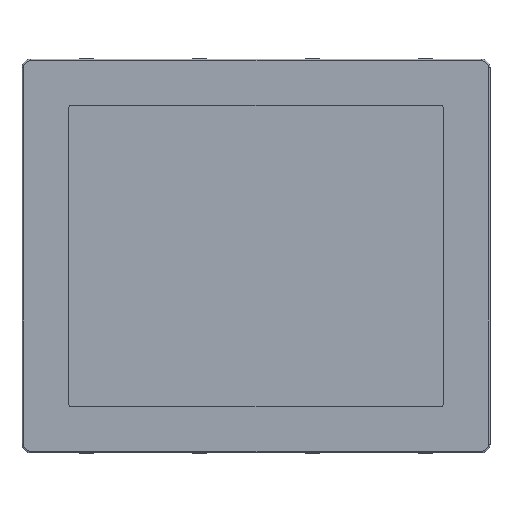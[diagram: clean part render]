
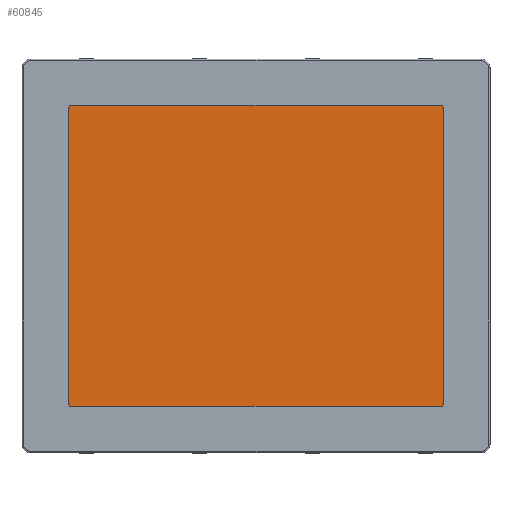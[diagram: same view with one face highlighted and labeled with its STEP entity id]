
A CAD part, top view. The second image highlights one B-rep face of the part: STEP entity #60845.
In plain terms, the highlighted planar face has unit normal (0, 0, 1).
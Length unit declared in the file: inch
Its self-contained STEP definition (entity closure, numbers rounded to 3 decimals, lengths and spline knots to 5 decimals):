
#587 = DIRECTION ( 'NONE',  ( 1., 0., 0. ) ) ;
#3128 = EDGE_LOOP ( 'NONE', ( #10730, #37880, #46412, #5211, #63205, #48701, #20186, #66985 ) ) ;
#5211 = ORIENTED_EDGE ( 'NONE', *, *, #49491, .T. ) ;
#7976 = CIRCLE ( 'NONE', #45018, 0.125 ) ;
#9319 = CARTESIAN_POINT ( 'NONE',  ( 7.48, -6., 0.141 ) ) ;
#9347 = VERTEX_POINT ( 'NONE', #18421 ) ;
#9511 = AXIS2_PLACEMENT_3D ( 'NONE', #28783, #67328, #11639 ) ;
#9653 = LINE ( 'NONE', #10349, #44775 ) ;
#9943 = EDGE_CURVE ( 'NONE', #17385, #52756, #62547, .T. ) ;
#10349 = CARTESIAN_POINT ( 'NONE',  ( 7.48, 6., 0.141 ) ) ;
#10568 = CIRCLE ( 'NONE', #31009, 0.125 ) ;
#10730 = ORIENTED_EDGE ( 'NONE', *, *, #57152, .T. ) ;
#11639 = DIRECTION ( 'NONE',  ( 1., 0., 0. ) ) ;
#11689 = CARTESIAN_POINT ( 'NONE',  ( 7.355, -6., 0.141 ) ) ;
#13299 = FACE_OUTER_BOUND ( 'NONE', #3128, .T. ) ;
#14784 = VERTEX_POINT ( 'NONE', #51627 ) ;
#15679 = AXIS2_PLACEMENT_3D ( 'NONE', #47462, #57877, #19592 ) ;
#17385 = VERTEX_POINT ( 'NONE', #62421 ) ;
#17598 = DIRECTION ( 'NONE',  ( 1., 0., 0. ) ) ;
#18110 = CARTESIAN_POINT ( 'NONE',  ( -7.355, 6., 0.141 ) ) ;
#18421 = CARTESIAN_POINT ( 'NONE',  ( -7.48, 5.875, 0.141 ) ) ;
#18550 = EDGE_CURVE ( 'NONE', #48885, #17385, #10568, .T. ) ;
#18860 = CIRCLE ( 'NONE', #68966, 0.125 ) ;
#19095 = PLANE ( 'NONE',  #15679 ) ;
#19592 = DIRECTION ( 'NONE',  ( 1., 0., 0. ) ) ;
#19736 = VECTOR ( 'NONE', #36643, 39.37008 ) ;
#20186 = ORIENTED_EDGE ( 'NONE', *, *, #65258, .T. ) ;
#21804 = CARTESIAN_POINT ( 'NONE',  ( -7.48, -5.875, 0.141 ) ) ;
#21834 = EDGE_CURVE ( 'NONE', #41466, #52883, #37576, .T. ) ;
#22745 = DIRECTION ( 'NONE',  ( 0., 0., 1. ) ) ;
#23563 = CARTESIAN_POINT ( 'NONE',  ( -7.355, 5.875, 0.141 ) ) ;
#24161 = LINE ( 'NONE', #30763, #19736 ) ;
#25159 = CARTESIAN_POINT ( 'NONE',  ( 7.355, 6., 0.141 ) ) ;
#25260 = LINE ( 'NONE', #34768, #34023 ) ;
#25576 = DIRECTION ( 'NONE',  ( 1., 0., 0. ) ) ;
#28783 = CARTESIAN_POINT ( 'NONE',  ( 7.355, 5.875, 0.141 ) ) ;
#30763 = CARTESIAN_POINT ( 'NONE',  ( 7.48, -6., 0.141 ) ) ;
#31009 = AXIS2_PLACEMENT_3D ( 'NONE', #67616, #22745, #17598 ) ;
#33808 = DIRECTION ( 'NONE',  ( 0., 0., 1. ) ) ;
#34023 = VECTOR ( 'NONE', #68409, 39.37008 ) ;
#34363 = DIRECTION ( 'NONE',  ( 0., 0., 1. ) ) ;
#34768 = CARTESIAN_POINT ( 'NONE',  ( -7.48, -6., 0.141 ) ) ;
#36643 = DIRECTION ( 'NONE',  ( 0., 1., 0. ) ) ;
#37576 = CIRCLE ( 'NONE', #9511, 0.125 ) ;
#37880 = ORIENTED_EDGE ( 'NONE', *, *, #18550, .T. ) ;
#41466 = VERTEX_POINT ( 'NONE', #42940 ) ;
#42940 = CARTESIAN_POINT ( 'NONE',  ( 7.48, 5.875, 0.141 ) ) ;
#44282 = VECTOR ( 'NONE', #25576, 39.37008 ) ;
#44482 = EDGE_CURVE ( 'NONE', #71030, #9347, #18860, .T. ) ;
#44775 = VECTOR ( 'NONE', #44933, 39.37008 ) ;
#44933 = DIRECTION ( 'NONE',  ( -1., 0., 0. ) ) ;
#45018 = AXIS2_PLACEMENT_3D ( 'NONE', #51181, #34363, #587 ) ;
#46412 = ORIENTED_EDGE ( 'NONE', *, *, #9943, .T. ) ;
#47462 = CARTESIAN_POINT ( 'NONE',  ( 0., 0., 0.141 ) ) ;
#48701 = ORIENTED_EDGE ( 'NONE', *, *, #21834, .T. ) ;
#48885 = VERTEX_POINT ( 'NONE', #21804 ) ;
#49491 = EDGE_CURVE ( 'NONE', #52756, #14784, #7976, .T. ) ;
#51181 = CARTESIAN_POINT ( 'NONE',  ( 7.355, -5.875, 0.141 ) ) ;
#51380 = DIRECTION ( 'NONE',  ( 1., 0., 0. ) ) ;
#51627 = CARTESIAN_POINT ( 'NONE',  ( 7.48, -5.875, 0.141 ) ) ;
#52756 = VERTEX_POINT ( 'NONE', #11689 ) ;
#52883 = VERTEX_POINT ( 'NONE', #25159 ) ;
#53025 = EDGE_CURVE ( 'NONE', #14784, #41466, #24161, .T. ) ;
#57152 = EDGE_CURVE ( 'NONE', #9347, #48885, #25260, .T. ) ;
#57877 = DIRECTION ( 'NONE',  ( 0., 0., 1. ) ) ;
#60845 = ADVANCED_FACE ( 'NONE', ( #13299 ), #19095, .T. ) ;
#62421 = CARTESIAN_POINT ( 'NONE',  ( -7.355, -6., 0.141 ) ) ;
#62547 = LINE ( 'NONE', #9319, #44282 ) ;
#63205 = ORIENTED_EDGE ( 'NONE', *, *, #53025, .T. ) ;
#65258 = EDGE_CURVE ( 'NONE', #52883, #71030, #9653, .T. ) ;
#66985 = ORIENTED_EDGE ( 'NONE', *, *, #44482, .T. ) ;
#67328 = DIRECTION ( 'NONE',  ( 0., 0., 1. ) ) ;
#67616 = CARTESIAN_POINT ( 'NONE',  ( -7.355, -5.875, 0.141 ) ) ;
#68409 = DIRECTION ( 'NONE',  ( 0., -1., 0. ) ) ;
#68966 = AXIS2_PLACEMENT_3D ( 'NONE', #23563, #33808, #51380 ) ;
#71030 = VERTEX_POINT ( 'NONE', #18110 ) ;
